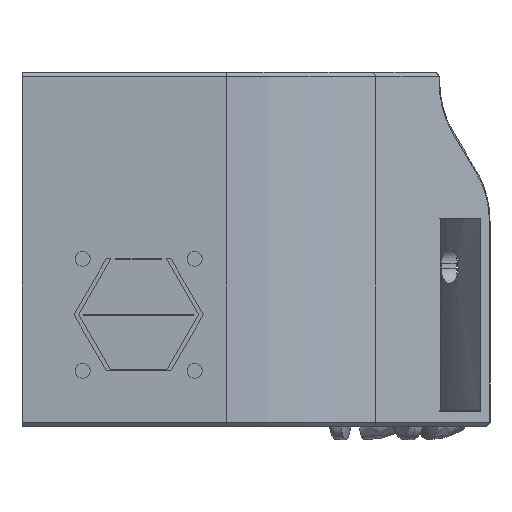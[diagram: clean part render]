
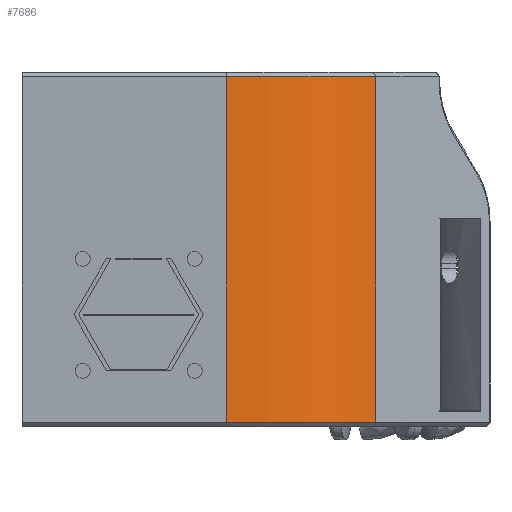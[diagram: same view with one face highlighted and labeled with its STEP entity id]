
A CAD part, left-side view. The second image highlights one B-rep face of the part: STEP entity #7686.
In plain terms, the highlighted cylindrical face has radius 50 mm (diameter 100 mm), a partial arc.
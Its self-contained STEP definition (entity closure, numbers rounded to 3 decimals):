
#2685 = VERTEX_POINT('',#2686);
#2686 = CARTESIAN_POINT('',(-87.537,123.171,-43.));
#2709 = VERTEX_POINT('',#2710);
#2710 = CARTESIAN_POINT('',(-75.952,91.167,-43.));
#2718 = EDGE_CURVE('',#2709,#2685,#2719,.T.);
#2719 = CIRCLE('',#2720,50.);
#2720 = AXIS2_PLACEMENT_3D('',#2721,#2722,#2723);
#2721 = CARTESIAN_POINT('',(-37.537,123.171,-43.));
#2722 = DIRECTION('',(0.,0.,-1.));
#2723 = DIRECTION('',(-0.768,-0.64,0.
    ));
#5966 = EDGE_CURVE('',#5967,#2685,#5969,.T.);
#5967 = VERTEX_POINT('',#5968);
#5968 = CARTESIAN_POINT('',(-87.537,123.171,31.));
#5969 = LINE('',#5970,#5971);
#5970 = CARTESIAN_POINT('',(-87.537,123.171,30.));
#5971 = VECTOR('',#5972,1.);
#5972 = DIRECTION('',(0.,0.,-1.));
#7686 = ADVANCED_FACE('',(#7687),#7706,.T.);
#7687 = FACE_BOUND('',#7688,.F.);
#7688 = EDGE_LOOP('',(#7689,#7690,#7699,#7705));
#7689 = ORIENTED_EDGE('',*,*,#5966,.F.);
#7690 = ORIENTED_EDGE('',*,*,#7691,.F.);
#7691 = EDGE_CURVE('',#7692,#5967,#7694,.T.);
#7692 = VERTEX_POINT('',#7693);
#7693 = CARTESIAN_POINT('',(-75.952,91.167,31.));
#7694 = CIRCLE('',#7695,50.);
#7695 = AXIS2_PLACEMENT_3D('',#7696,#7697,#7698);
#7696 = CARTESIAN_POINT('',(-37.537,123.171,31.));
#7697 = DIRECTION('',(0.,0.,-1.));
#7698 = DIRECTION('',(-0.768,-0.64,0.
    ));
#7699 = ORIENTED_EDGE('',*,*,#7700,.F.);
#7700 = EDGE_CURVE('',#2709,#7692,#7701,.T.);
#7701 = LINE('',#7702,#7703);
#7702 = CARTESIAN_POINT('',(-75.952,91.167,30.));
#7703 = VECTOR('',#7704,1.);
#7704 = DIRECTION('',(0.,0.,1.));
#7705 = ORIENTED_EDGE('',*,*,#2718,.T.);
#7706 = CYLINDRICAL_SURFACE('',#7707,50.);
#7707 = AXIS2_PLACEMENT_3D('',#7708,#7709,#7710);
#7708 = CARTESIAN_POINT('',(-37.537,123.171,30.));
#7709 = DIRECTION('',(0.,0.,-1.));
#7710 = DIRECTION('',(1.,0.,0.));
